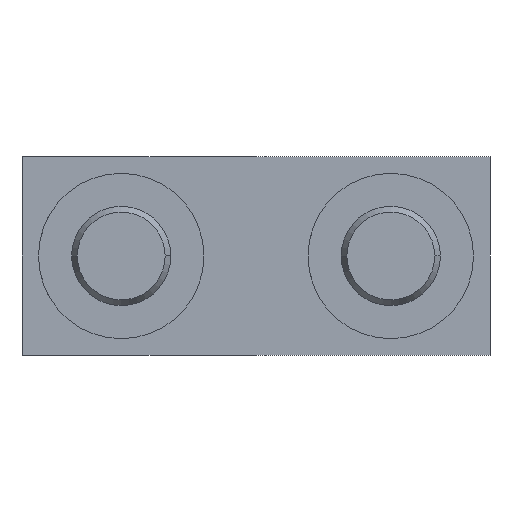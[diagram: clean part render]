
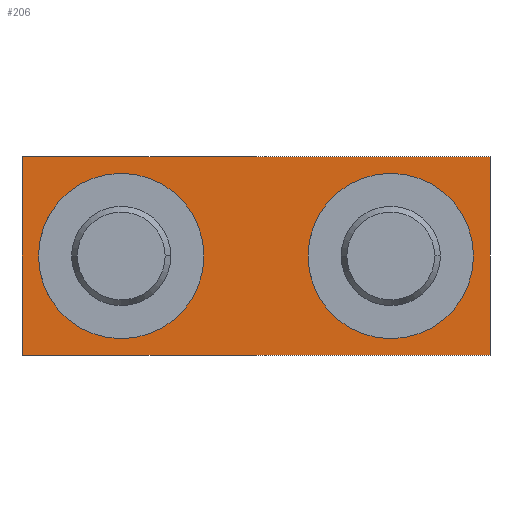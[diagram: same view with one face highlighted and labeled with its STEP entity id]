
A CAD part, front view. The second image highlights one B-rep face of the part: STEP entity #206.
In plain terms, the highlighted planar face has unit normal (0, -1, 0).
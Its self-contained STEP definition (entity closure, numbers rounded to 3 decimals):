
#43=DIRECTION('',(0.,0.,1.));
#44=VECTOR('',#43,6.);
#45=CARTESIAN_POINT('',(0.,0.,-3.));
#46=LINE('',#45,#44);
#47=DIRECTION('',(1.,0.,0.));
#48=VECTOR('',#47,14.15);
#49=CARTESIAN_POINT('',(0.,0.,3.));
#50=LINE('',#49,#48);
#51=DIRECTION('',(0.,0.,-1.));
#52=VECTOR('',#51,6.);
#53=CARTESIAN_POINT('',(14.15,0.,3.));
#54=LINE('',#53,#52);
#55=DIRECTION('',(-1.,0.,0.));
#56=VECTOR('',#55,14.15);
#57=CARTESIAN_POINT('',(14.15,0.,-3.));
#58=LINE('',#57,#56);
#59=CARTESIAN_POINT('',(3.,0.,0.));
#60=DIRECTION('',(0.,1.,0.));
#61=DIRECTION('',(1.,0.,0.));
#62=AXIS2_PLACEMENT_3D('',#59,#60,#61);
#64=CARTESIAN_POINT('',(3.,0.,0.));
#65=DIRECTION('',(0.,1.,0.));
#66=DIRECTION('',(-1.,0.,0.));
#67=AXIS2_PLACEMENT_3D('',#64,#65,#66);
#69=CARTESIAN_POINT('',(11.15,0.,0.));
#70=DIRECTION('',(0.,1.,0.));
#71=DIRECTION('',(1.,0.,0.));
#72=AXIS2_PLACEMENT_3D('',#69,#70,#71);
#74=CARTESIAN_POINT('',(11.15,0.,0.));
#75=DIRECTION('',(0.,1.,0.));
#76=DIRECTION('',(-1.,0.,0.));
#77=AXIS2_PLACEMENT_3D('',#74,#75,#76);
#147=CARTESIAN_POINT('',(0.,0.,-3.));
#148=CARTESIAN_POINT('',(0.,0.,3.));
#149=VERTEX_POINT('',#147);
#150=VERTEX_POINT('',#148);
#151=CARTESIAN_POINT('',(14.15,0.,3.));
#152=VERTEX_POINT('',#151);
#153=CARTESIAN_POINT('',(14.15,0.,-3.));
#154=VERTEX_POINT('',#153);
#163=CARTESIAN_POINT('',(4.7,0.,0.));
#164=CARTESIAN_POINT('',(1.3,0.,0.));
#165=VERTEX_POINT('',#163);
#166=VERTEX_POINT('',#164);
#167=CARTESIAN_POINT('',(12.85,0.,0.));
#168=CARTESIAN_POINT('',(9.45,0.,0.));
#169=VERTEX_POINT('',#167);
#170=VERTEX_POINT('',#168);
#179=CARTESIAN_POINT('',(0.,0.,0.));
#180=DIRECTION('',(0.,1.,0.));
#181=DIRECTION('',(1.,0.,0.));
#182=AXIS2_PLACEMENT_3D('',#179,#180,#181);
#183=PLANE('',#182);
#185=ORIENTED_EDGE('',*,*,#184,.T.);
#187=ORIENTED_EDGE('',*,*,#186,.T.);
#189=ORIENTED_EDGE('',*,*,#188,.T.);
#191=ORIENTED_EDGE('',*,*,#190,.T.);
#192=EDGE_LOOP('',(#185,#187,#189,#191));
#193=FACE_OUTER_BOUND('',#192,.F.);
#195=ORIENTED_EDGE('',*,*,#194,.F.);
#197=ORIENTED_EDGE('',*,*,#196,.F.);
#198=EDGE_LOOP('',(#195,#197));
#199=FACE_BOUND('',#198,.F.);
#201=ORIENTED_EDGE('',*,*,#200,.F.);
#203=ORIENTED_EDGE('',*,*,#202,.F.);
#204=EDGE_LOOP('',(#201,#203));
#205=FACE_BOUND('',#204,.F.);
#206=ADVANCED_FACE('',(#193,#199,#205),#183,.F.);
#63=CIRCLE('',#62,1.7);
#68=CIRCLE('',#67,1.7);
#73=CIRCLE('',#72,1.7);
#78=CIRCLE('',#77,1.7);
#184=EDGE_CURVE('',#149,#150,#46,.T.);
#186=EDGE_CURVE('',#150,#152,#50,.T.);
#188=EDGE_CURVE('',#152,#154,#54,.T.);
#190=EDGE_CURVE('',#154,#149,#58,.T.);
#194=EDGE_CURVE('',#165,#166,#63,.T.);
#196=EDGE_CURVE('',#166,#165,#68,.T.);
#200=EDGE_CURVE('',#169,#170,#73,.T.);
#202=EDGE_CURVE('',#170,#169,#78,.T.);
